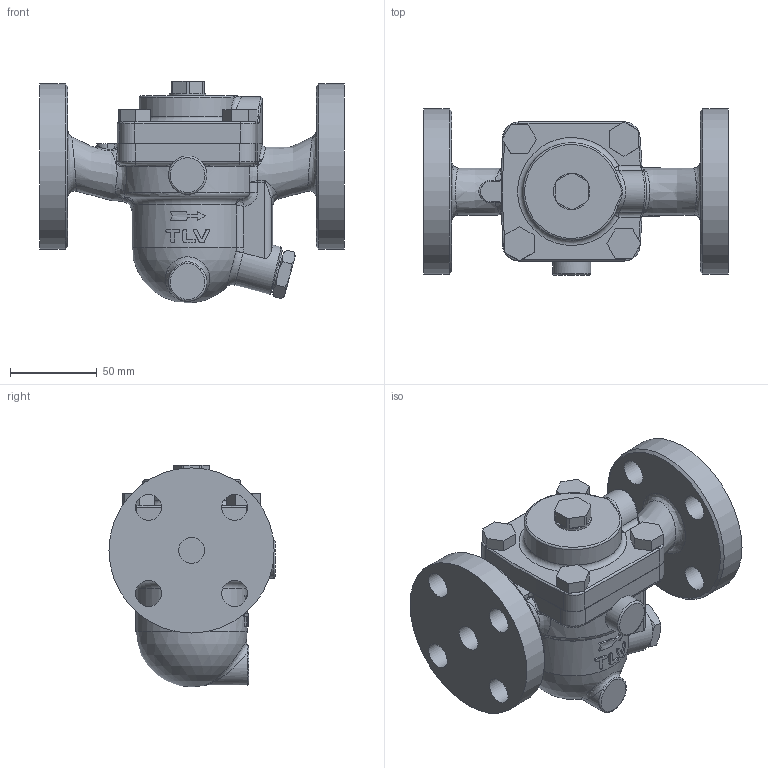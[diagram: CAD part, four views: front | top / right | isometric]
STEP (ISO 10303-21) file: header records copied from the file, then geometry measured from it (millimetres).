
FILE_DESCRIPTION(/* description */ (''),/* implementation_level */ '2;1');
FILE_NAME(/* name */ 'j3x00-015-jis10-01.stp',/* time_stamp */ '2018-01-26T10:19:36+09:00',/* author */ ('nakaot'),/* organization */ (''),/* preprocessor_version */ 'ST-DEVELOPER v15.6',/* originating_system */ 'Autodesk Inventor 2015',/* authorisation */ '');
FILE_SCHEMA (('CONFIG_CONTROL_DESIGN'));
Length unit declared in the file: millimetre
Products named in the file (1): j3x00-015-jis10-01
Bounding box: 175 x 95.5 x 127.6 mm (x, y, z)
Volume: 734767.8 mm3; surface area: 95099.8 mm2
Topology: 1 solids, 1 shells, 307 faces, 788 edges, 487 vertices
Faces by surface type: plane 104, bspline 89, cylinder 64, torus 30, cone 17, sphere 3
Full cylindrical faces by diameter (mm): 7.95 x1, 15 x10, 21 x2, 22 x1, 28 x1, 57.101 x1, 95 x2
Entity records: 12953 total; most frequent: CARTESIAN_POINT 6297, ORIENTED_EDGE 1474, DIRECTION 1185, EDGE_CURVE 737, AXIS2_PLACEMENT_3D 475, VERTEX_POINT 471, EDGE_LOOP 362, FACE_OUTER_BOUND 307
